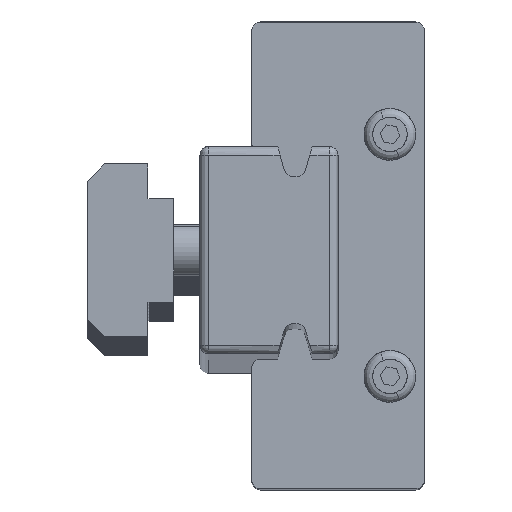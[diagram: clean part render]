
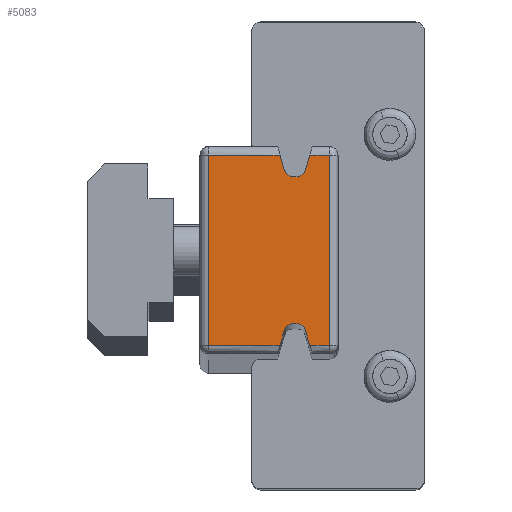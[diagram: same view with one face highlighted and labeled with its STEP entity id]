
A CAD part, top view. The second image highlights one B-rep face of the part: STEP entity #5083.
In plain terms, the highlighted face is planar.
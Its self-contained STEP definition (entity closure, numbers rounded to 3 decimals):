
#58 = VECTOR ( 'NONE', #6250, 1000. ) ;
#190 = CARTESIAN_POINT ( 'NONE',  ( 0., -4.612, 2.104 ) ) ;
#245 = ORIENTED_EDGE ( 'NONE', *, *, #835, .T. ) ;
#317 = CARTESIAN_POINT ( 'NONE',  ( 0., -4.25, 2.5 ) ) ;
#334 = CARTESIAN_POINT ( 'NONE',  ( 0., 4.25, 2.5 ) ) ;
#336 = VECTOR ( 'NONE', #7564, 1000. ) ;
#381 = CARTESIAN_POINT ( 'NONE',  ( 0., -4.75, 1.623 ) ) ;
#455 = EDGE_CURVE ( 'NONE', #8329, #10427, #11501, .T. ) ;
#632 = CARTESIAN_POINT ( 'NONE',  ( 0., 4.75, 1.377 ) ) ;
#713 = DIRECTION ( 'NONE',  ( 0., 0., 1. ) ) ;
#835 = EDGE_CURVE ( 'NONE', #1134, #10739, #9372, .T. ) ;
#836 = DIRECTION ( 'NONE',  ( 0., 0., 1. ) ) ;
#1085 = DIRECTION ( 'NONE',  ( 0., 0., 1. ) ) ;
#1110 = ORIENTED_EDGE ( 'NONE', *, *, #5736, .F. ) ;
#1134 = VERTEX_POINT ( 'NONE', #9882 ) ;
#1247 = CARTESIAN_POINT ( 'NONE',  ( 0., -4.25, 2. ) ) ;
#1586 = VECTOR ( 'NONE', #2009, 1000. ) ;
#1841 = VERTEX_POINT ( 'NONE', #10334 ) ;
#1887 = EDGE_CURVE ( 'NONE', #5420, #5675, #5700, .T. ) ;
#2009 = DIRECTION ( 'NONE',  ( 0., 1., 0. ) ) ;
#2098 = CARTESIAN_POINT ( 'NONE',  ( 0., -4.75, 1.377 ) ) ;
#2204 = VERTEX_POINT ( 'NONE', #7334 ) ;
#2267 = DIRECTION ( 'NONE',  ( 0., 0., 1. ) ) ;
#2320 = LINE ( 'NONE', #1247, #10403 ) ;
#2492 = FACE_OUTER_BOUND ( 'NONE', #4390, .T. ) ;
#2522 = DIRECTION ( 'NONE',  ( 1., 0., 0. ) ) ;
#2591 = ORIENTED_EDGE ( 'NONE', *, *, #6662, .T. ) ;
#2602 = ORIENTED_EDGE ( 'NONE', *, *, #5596, .T. ) ;
#2748 = AXIS2_PLACEMENT_3D ( 'NONE', #8723, #12888, #12692 ) ;
#2810 = VERTEX_POINT ( 'NONE', #4174 ) ;
#2846 = CARTESIAN_POINT ( 'NONE',  ( 0., 4.25, 1. ) ) ;
#2850 = ORIENTED_EDGE ( 'NONE', *, *, #12002, .T. ) ;
#2904 = CARTESIAN_POINT ( 'NONE',  ( 0., 5.994, 2.5 ) ) ;
#3011 = DIRECTION ( 'NONE',  ( 1., 0., 0. ) ) ;
#3081 = EDGE_CURVE ( 'NONE', #7700, #4013, #9154, .T. ) ;
#3461 = CARTESIAN_POINT ( 'NONE',  ( 0., 5.5, 2.358 ) ) ;
#3476 = EDGE_CURVE ( 'NONE', #8655, #8600, #7092, .T. ) ;
#3564 = VERTEX_POINT ( 'NONE', #3461 ) ;
#4013 = VERTEX_POINT ( 'NONE', #9318 ) ;
#4174 = CARTESIAN_POINT ( 'NONE',  ( 0., 4.25, 1.623 ) ) ;
#4390 = EDGE_LOOP ( 'NONE', ( #6027, #2850, #10933, #10875, #1110, #4809, #12389, #6361, #245, #9188, #2591, #2602, #9233, #7255, #8303, #5406 ) ) ;
#4605 = VECTOR ( 'NONE', #8464, 1000. ) ;
#4729 = VECTOR ( 'NONE', #1085, 1000. ) ;
#4734 = DIRECTION ( 'NONE',  ( 0., 0., 1. ) ) ;
#4809 = ORIENTED_EDGE ( 'NONE', *, *, #1887, .T. ) ;
#4976 = LINE ( 'NONE', #5975, #58 ) ;
#5083 = ADVANCED_FACE ( 'NONE', ( #2492 ), #12765, .T. ) ;
#5352 = DIRECTION ( 'NONE',  ( 0., -0.961, 0.276 ) ) ;
#5383 = CARTESIAN_POINT ( 'NONE',  ( 0., 6., 3.5 ) ) ;
#5392 = DIRECTION ( 'NONE',  ( 0., 0., -1. ) ) ;
#5406 = ORIENTED_EDGE ( 'NONE', *, *, #12244, .T. ) ;
#5418 = CARTESIAN_POINT ( 'NONE',  ( 0., 5.5, 3.5 ) ) ;
#5420 = VERTEX_POINT ( 'NONE', #8388 ) ;
#5423 = EDGE_CURVE ( 'NONE', #6155, #2810, #10356, .T. ) ;
#5596 = EDGE_CURVE ( 'NONE', #1841, #2810, #10235, .T. ) ;
#5675 = VERTEX_POINT ( 'NONE', #190 ) ;
#5700 = CIRCLE ( 'NONE', #13128, 0.5 ) ;
#5736 = EDGE_CURVE ( 'NONE', #5420, #4013, #9287, .T. ) ;
#5756 = LINE ( 'NONE', #7754, #11001 ) ;
#5948 = VECTOR ( 'NONE', #5392, 1000. ) ;
#5960 = CARTESIAN_POINT ( 'NONE',  ( 0., 4.612, 0.896 ) ) ;
#5975 = CARTESIAN_POINT ( 'NONE',  ( 0., 5.5, 2.5 ) ) ;
#6027 = ORIENTED_EDGE ( 'NONE', *, *, #455, .T. ) ;
#6155 = VERTEX_POINT ( 'NONE', #10848 ) ;
#6221 = AXIS2_PLACEMENT_3D ( 'NONE', #11000, #3011, #7907 ) ;
#6250 = DIRECTION ( 'NONE',  ( 0., 0., -1. ) ) ;
#6361 = ORIENTED_EDGE ( 'NONE', *, *, #10394, .T. ) ;
#6561 = LINE ( 'NONE', #12733, #336 ) ;
#6662 = EDGE_CURVE ( 'NONE', #3564, #1841, #12028, .T. ) ;
#7092 = LINE ( 'NONE', #2846, #9792 ) ;
#7255 = ORIENTED_EDGE ( 'NONE', *, *, #9522, .T. ) ;
#7334 = CARTESIAN_POINT ( 'NONE',  ( 0., -5.5, 0.642 ) ) ;
#7368 = CARTESIAN_POINT ( 'NONE',  ( 0., -5.5, 0.5 ) ) ;
#7508 = DIRECTION ( 'NONE',  ( 0., 0., -1. ) ) ;
#7564 = DIRECTION ( 'NONE',  ( 0., 0.961, 0.276 ) ) ;
#7700 = VERTEX_POINT ( 'NONE', #9123 ) ;
#7754 = CARTESIAN_POINT ( 'NONE',  ( 0., -5.5, 4. ) ) ;
#7806 = CARTESIAN_POINT ( 'NONE',  ( 0., -5.5, 2.358 ) ) ;
#7907 = DIRECTION ( 'NONE',  ( 0., 0., 1. ) ) ;
#7962 = VECTOR ( 'NONE', #9200, 1000. ) ;
#8303 = ORIENTED_EDGE ( 'NONE', *, *, #3476, .T. ) ;
#8329 = VERTEX_POINT ( 'NONE', #8976 ) ;
#8367 = EDGE_CURVE ( 'NONE', #10739, #3564, #4976, .T. ) ;
#8388 = CARTESIAN_POINT ( 'NONE',  ( 0., -4.25, 1.623 ) ) ;
#8454 = CIRCLE ( 'NONE', #8871, 0.5 ) ;
#8464 = DIRECTION ( 'NONE',  ( 0., -1., 0. ) ) ;
#8600 = VERTEX_POINT ( 'NONE', #9489 ) ;
#8655 = VERTEX_POINT ( 'NONE', #5960 ) ;
#8723 = CARTESIAN_POINT ( 'NONE',  ( 0., 0., 0. ) ) ;
#8758 = CARTESIAN_POINT ( 'NONE',  ( 0., -5.5, -3.5 ) ) ;
#8871 = AXIS2_PLACEMENT_3D ( 'NONE', #632, #12964, #4734 ) ;
#8976 = CARTESIAN_POINT ( 'NONE',  ( 0., 5.5, -3.5 ) ) ;
#9123 = CARTESIAN_POINT ( 'NONE',  ( 0., -4.612, 0.896 ) ) ;
#9154 = CIRCLE ( 'NONE', #11254, 0.5 ) ;
#9188 = ORIENTED_EDGE ( 'NONE', *, *, #8367, .T. ) ;
#9200 = DIRECTION ( 'NONE',  ( 0., -0.961, -0.276 ) ) ;
#9233 = ORIENTED_EDGE ( 'NONE', *, *, #5423, .F. ) ;
#9287 = LINE ( 'NONE', #317, #11917 ) ;
#9318 = CARTESIAN_POINT ( 'NONE',  ( 0., -4.25, 1.377 ) ) ;
#9372 = LINE ( 'NONE', #5383, #1586 ) ;
#9489 = CARTESIAN_POINT ( 'NONE',  ( 0., 5.5, 0.642 ) ) ;
#9522 = EDGE_CURVE ( 'NONE', #6155, #8655, #8454, .T. ) ;
#9792 = VECTOR ( 'NONE', #11186, 1000. ) ;
#9882 = CARTESIAN_POINT ( 'NONE',  ( 0., -5.5, 3.5 ) ) ;
#10108 = DIRECTION ( 'NONE',  ( 1., 0., 0. ) ) ;
#10235 = CIRCLE ( 'NONE', #6221, 0.5 ) ;
#10302 = EDGE_CURVE ( 'NONE', #2204, #7700, #6561, .T. ) ;
#10334 = CARTESIAN_POINT ( 'NONE',  ( 0., 4.612, 2.104 ) ) ;
#10356 = LINE ( 'NONE', #334, #4729 ) ;
#10394 = EDGE_CURVE ( 'NONE', #12659, #1134, #5756, .T. ) ;
#10403 = VECTOR ( 'NONE', #5352, 1000. ) ;
#10427 = VERTEX_POINT ( 'NONE', #8758 ) ;
#10428 = LINE ( 'NONE', #11613, #5948 ) ;
#10739 = VERTEX_POINT ( 'NONE', #5418 ) ;
#10848 = CARTESIAN_POINT ( 'NONE',  ( 0., 4.25, 1.377 ) ) ;
#10875 = ORIENTED_EDGE ( 'NONE', *, *, #3081, .T. ) ;
#10933 = ORIENTED_EDGE ( 'NONE', *, *, #10302, .T. ) ;
#11000 = CARTESIAN_POINT ( 'NONE',  ( 0., 4.75, 1.623 ) ) ;
#11001 = VECTOR ( 'NONE', #713, 1000. ) ;
#11025 = VECTOR ( 'NONE', #2267, 1000. ) ;
#11186 = DIRECTION ( 'NONE',  ( 0., 0.961, -0.276 ) ) ;
#11254 = AXIS2_PLACEMENT_3D ( 'NONE', #2098, #10108, #836 ) ;
#11307 = CARTESIAN_POINT ( 'NONE',  ( 0., -6., -3.5 ) ) ;
#11341 = LINE ( 'NONE', #7368, #11025 ) ;
#11501 = LINE ( 'NONE', #11307, #4605 ) ;
#11613 = CARTESIAN_POINT ( 'NONE',  ( 0., 5.5, -4. ) ) ;
#11917 = VECTOR ( 'NONE', #7508, 1000. ) ;
#12002 = EDGE_CURVE ( 'NONE', #10427, #2204, #11341, .T. ) ;
#12028 = LINE ( 'NONE', #2904, #7962 ) ;
#12244 = EDGE_CURVE ( 'NONE', #8600, #8329, #10428, .T. ) ;
#12389 = ORIENTED_EDGE ( 'NONE', *, *, #12530, .T. ) ;
#12455 = DIRECTION ( 'NONE',  ( 0., 0., 1. ) ) ;
#12530 = EDGE_CURVE ( 'NONE', #5675, #12659, #2320, .T. ) ;
#12659 = VERTEX_POINT ( 'NONE', #7806 ) ;
#12692 = DIRECTION ( 'NONE',  ( 0., 0., 1. ) ) ;
#12733 = CARTESIAN_POINT ( 'NONE',  ( 0., -5.994, 0.5 ) ) ;
#12765 = PLANE ( 'NONE',  #2748 ) ;
#12888 = DIRECTION ( 'NONE',  ( -1., 0., 0. ) ) ;
#12964 = DIRECTION ( 'NONE',  ( 1., 0., 0. ) ) ;
#13128 = AXIS2_PLACEMENT_3D ( 'NONE', #381, #2522, #12455 ) ;
